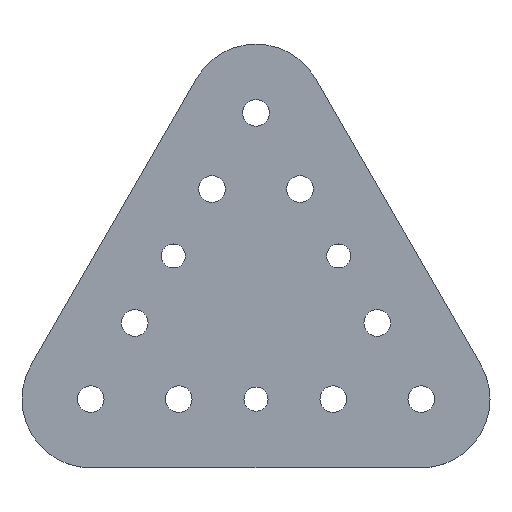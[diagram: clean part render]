
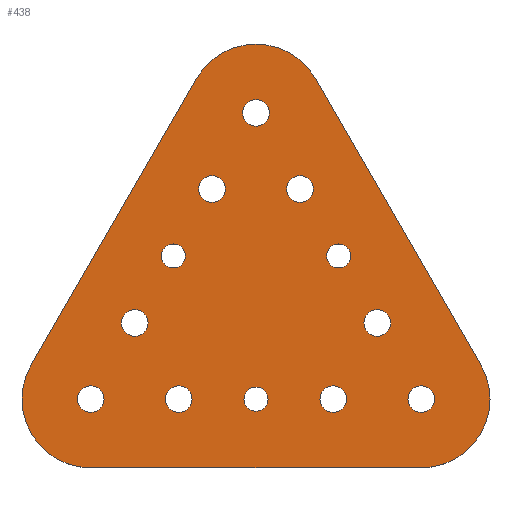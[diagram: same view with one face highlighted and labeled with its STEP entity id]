
A CAD part, top view. The second image highlights one B-rep face of the part: STEP entity #438.
In plain terms, the highlighted planar face has unit normal (0, 0, 1).
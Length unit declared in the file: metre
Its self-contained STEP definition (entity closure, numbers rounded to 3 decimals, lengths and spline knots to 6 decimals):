
#15=PLANE('',#507);
#24=LINE('',#674,#36);
#28=LINE('',#686,#40);
#31=LINE('',#705,#43);
#36=VECTOR('',#535,1.);
#40=VECTOR('',#547,1.);
#43=VECTOR('',#570,1.);
#92=ORIENTED_EDGE('',*,*,#178,.F.);
#93=ORIENTED_EDGE('',*,*,#176,.F.);
#94=ORIENTED_EDGE('',*,*,#174,.F.);
#95=ORIENTED_EDGE('',*,*,#172,.F.);
#96=ORIENTED_EDGE('',*,*,#170,.F.);
#97=ORIENTED_EDGE('',*,*,#168,.F.);
#98=ORIENTED_EDGE('',*,*,#166,.F.);
#99=ORIENTED_EDGE('',*,*,#164,.F.);
#100=ORIENTED_EDGE('',*,*,#162,.F.);
#101=ORIENTED_EDGE('',*,*,#142,.F.);
#102=ORIENTED_EDGE('',*,*,#146,.T.);
#103=ORIENTED_EDGE('',*,*,#149,.T.);
#104=ORIENTED_EDGE('',*,*,#152,.T.);
#105=ORIENTED_EDGE('',*,*,#155,.T.);
#106=ORIENTED_EDGE('',*,*,#161,.T.);
#107=ORIENTED_EDGE('',*,*,#158,.F.);
#108=ORIENTED_EDGE('',*,*,#156,.F.);
#109=ORIENTED_EDGE('',*,*,#180,.F.);
#142=EDGE_CURVE('',#190,#191,#231,.T.);
#146=EDGE_CURVE('',#190,#193,#24,.T.);
#149=EDGE_CURVE('',#193,#195,#233,.T.);
#152=EDGE_CURVE('',#195,#197,#28,.T.);
#155=EDGE_CURVE('',#197,#199,#235,.T.);
#156=EDGE_CURVE('',#200,#200,#236,.T.);
#158=EDGE_CURVE('',#202,#202,#238,.T.);
#161=EDGE_CURVE('',#199,#191,#31,.T.);
#162=EDGE_CURVE('',#204,#204,#240,.T.);
#164=EDGE_CURVE('',#206,#206,#242,.T.);
#166=EDGE_CURVE('',#208,#208,#244,.T.);
#168=EDGE_CURVE('',#210,#210,#246,.T.);
#170=EDGE_CURVE('',#212,#212,#248,.T.);
#172=EDGE_CURVE('',#214,#214,#250,.T.);
#174=EDGE_CURVE('',#216,#216,#252,.T.);
#176=EDGE_CURVE('',#218,#218,#254,.T.);
#178=EDGE_CURVE('',#220,#220,#256,.T.);
#180=EDGE_CURVE('',#222,#222,#258,.T.);
#190=VERTEX_POINT('',#665);
#191=VERTEX_POINT('',#667);
#193=VERTEX_POINT('',#673);
#195=VERTEX_POINT('',#679);
#197=VERTEX_POINT('',#685);
#199=VERTEX_POINT('',#691);
#200=VERTEX_POINT('',#695);
#202=VERTEX_POINT('',#700);
#204=VERTEX_POINT('',#708);
#206=VERTEX_POINT('',#713);
#208=VERTEX_POINT('',#718);
#210=VERTEX_POINT('',#723);
#212=VERTEX_POINT('',#728);
#214=VERTEX_POINT('',#733);
#216=VERTEX_POINT('',#738);
#218=VERTEX_POINT('',#743);
#220=VERTEX_POINT('',#748);
#222=VERTEX_POINT('',#753);
#231=CIRCLE('',#461,0.008);
#233=CIRCLE('',#465,0.008);
#235=CIRCLE('',#469,0.008);
#236=CIRCLE('',#471,0.00155);
#238=CIRCLE('',#474,0.00155);
#240=CIRCLE('',#478,0.0014);
#242=CIRCLE('',#481,0.00155);
#244=CIRCLE('',#484,0.00155);
#246=CIRCLE('',#487,0.00155);
#248=CIRCLE('',#490,0.0014);
#250=CIRCLE('',#493,0.00155);
#252=CIRCLE('',#496,0.00155);
#254=CIRCLE('',#499,0.0014);
#256=CIRCLE('',#502,0.00155);
#258=CIRCLE('',#505,0.00155);
#296=EDGE_LOOP('',(#92));
#297=EDGE_LOOP('',(#93));
#298=EDGE_LOOP('',(#94));
#299=EDGE_LOOP('',(#95));
#300=EDGE_LOOP('',(#96));
#301=EDGE_LOOP('',(#97));
#302=EDGE_LOOP('',(#98));
#303=EDGE_LOOP('',(#99));
#304=EDGE_LOOP('',(#100));
#305=EDGE_LOOP('',(#101,#102,#103,#104,#105,#106));
#306=EDGE_LOOP('',(#107));
#307=EDGE_LOOP('',(#108));
#308=EDGE_LOOP('',(#109));
#364=FACE_BOUND('',#296,.T.);
#365=FACE_BOUND('',#297,.T.);
#366=FACE_BOUND('',#298,.T.);
#367=FACE_BOUND('',#299,.T.);
#368=FACE_BOUND('',#300,.T.);
#369=FACE_BOUND('',#301,.T.);
#370=FACE_BOUND('',#302,.T.);
#371=FACE_BOUND('',#303,.T.);
#372=FACE_BOUND('',#304,.T.);
#373=FACE_BOUND('',#305,.T.);
#374=FACE_BOUND('',#306,.T.);
#375=FACE_BOUND('',#307,.T.);
#376=FACE_BOUND('',#308,.T.);
#438=ADVANCED_FACE('',(#364,#365,#366,#367,#368,#369,#370,#371,#372,#373,
#374,#375,#376),#15,.T.);
#461=AXIS2_PLACEMENT_3D('',#666,#528,#529);
#465=AXIS2_PLACEMENT_3D('',#680,#541,#542);
#469=AXIS2_PLACEMENT_3D('',#692,#553,#554);
#471=AXIS2_PLACEMENT_3D('',#694,#557,#558);
#474=AXIS2_PLACEMENT_3D('',#699,#563,#564);
#478=AXIS2_PLACEMENT_3D('',#707,#573,#574);
#481=AXIS2_PLACEMENT_3D('',#712,#579,#580);
#484=AXIS2_PLACEMENT_3D('',#717,#585,#586);
#487=AXIS2_PLACEMENT_3D('',#722,#591,#592);
#490=AXIS2_PLACEMENT_3D('',#727,#597,#598);
#493=AXIS2_PLACEMENT_3D('',#732,#603,#604);
#496=AXIS2_PLACEMENT_3D('',#737,#609,#610);
#499=AXIS2_PLACEMENT_3D('',#742,#615,#616);
#502=AXIS2_PLACEMENT_3D('',#747,#621,#622);
#505=AXIS2_PLACEMENT_3D('',#752,#627,#628);
#507=AXIS2_PLACEMENT_3D('',#756,#631,#632);
#528=DIRECTION('',(0.,0.,-1.));
#529=DIRECTION('',(1.,0.,0.));
#535=DIRECTION('',(-0.5,-0.866,0.));
#541=DIRECTION('',(0.,0.,1.));
#542=DIRECTION('',(1.,0.,0.));
#547=DIRECTION('',(1.,0.,0.));
#553=DIRECTION('',(0.,0.,1.));
#554=DIRECTION('',(1.,0.,0.));
#557=DIRECTION('',(0.,0.,1.));
#558=DIRECTION('',(1.,0.,0.));
#563=DIRECTION('',(0.,0.,1.));
#564=DIRECTION('',(1.,0.,0.));
#570=DIRECTION('',(-0.5,0.866,0.));
#573=DIRECTION('',(0.,0.,1.));
#574=DIRECTION('',(1.,0.,0.));
#579=DIRECTION('',(0.,0.,1.));
#580=DIRECTION('',(1.,0.,0.));
#585=DIRECTION('',(0.,0.,1.));
#586=DIRECTION('',(1.,0.,0.));
#591=DIRECTION('',(0.,0.,1.));
#592=DIRECTION('',(1.,0.,0.));
#597=DIRECTION('',(0.,0.,1.));
#598=DIRECTION('',(1.,0.,0.));
#603=DIRECTION('',(0.,0.,1.));
#604=DIRECTION('',(1.,0.,0.));
#609=DIRECTION('',(0.,0.,1.));
#610=DIRECTION('',(1.,0.,0.));
#615=DIRECTION('',(0.,0.,1.));
#616=DIRECTION('',(1.,0.,0.));
#621=DIRECTION('',(0.,0.,1.));
#622=DIRECTION('',(1.,0.,0.));
#627=DIRECTION('',(0.,0.,1.));
#628=DIRECTION('',(1.,0.,0.));
#631=DIRECTION('',(0.,0.,1.));
#632=DIRECTION('',(1.,0.,0.));
#665=CARTESIAN_POINT('',(-0.006928,0.026228,0.004));
#666=CARTESIAN_POINT('',(0.,0.022228,0.004));
#667=CARTESIAN_POINT('',(0.006928,0.026228,0.004));
#673=CARTESIAN_POINT('',(-0.026178,-0.007114,0.004));
#674=CARTESIAN_POINT('',(-0.016553,0.009557,0.004));
#679=CARTESIAN_POINT('',(-0.01925,-0.019114,0.004));
#680=CARTESIAN_POINT('',(-0.01925,-0.011114,0.004));
#685=CARTESIAN_POINT('',(0.01925,-0.019114,0.004));
#686=CARTESIAN_POINT('',(0.,-0.019114,0.004));
#691=CARTESIAN_POINT('',(0.026178,-0.007114,0.004));
#692=CARTESIAN_POINT('',(0.01925,-0.011114,0.004));
#694=CARTESIAN_POINT('',(0.01925,-0.011114,0.004));
#695=CARTESIAN_POINT('',(0.0208,-0.011114,0.004));
#699=CARTESIAN_POINT('',(-0.01925,-0.011114,0.004));
#700=CARTESIAN_POINT('',(-0.0177,-0.011114,0.004));
#705=CARTESIAN_POINT('',(0.016553,0.009557,0.004));
#707=CARTESIAN_POINT('',(-0.009625,0.005557,0.004));
#708=CARTESIAN_POINT('',(-0.008225,0.005557,0.004));
#712=CARTESIAN_POINT('',(-0.005125,0.013351,0.004));
#713=CARTESIAN_POINT('',(-0.003575,0.013351,0.004));
#717=CARTESIAN_POINT('',(-0.014125,-0.002237,0.004));
#718=CARTESIAN_POINT('',(-0.012575,-0.002237,0.004));
#722=CARTESIAN_POINT('',(-0.009,-0.011114,0.004));
#723=CARTESIAN_POINT('',(-0.00745,-0.011114,0.004));
#727=CARTESIAN_POINT('',(0.,-0.011114,0.004));
#728=CARTESIAN_POINT('',(0.0014,-0.011114,0.004));
#732=CARTESIAN_POINT('',(0.009,-0.011114,0.004));
#733=CARTESIAN_POINT('',(0.01055,-0.011114,0.004));
#737=CARTESIAN_POINT('',(0.014125,-0.002237,0.004));
#738=CARTESIAN_POINT('',(0.015675,-0.002237,0.004));
#742=CARTESIAN_POINT('',(0.009625,0.005557,0.004));
#743=CARTESIAN_POINT('',(0.011025,0.005557,0.004));
#747=CARTESIAN_POINT('',(0.005125,0.013351,0.004));
#748=CARTESIAN_POINT('',(0.006675,0.013351,0.004));
#752=CARTESIAN_POINT('',(0.,0.022228,0.004));
#753=CARTESIAN_POINT('',(0.00155,0.022228,0.004));
#756=CARTESIAN_POINT('',(0.,0.004,0.004));
